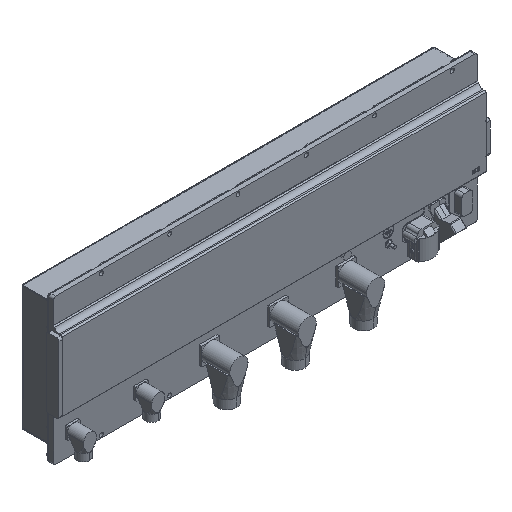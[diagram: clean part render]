
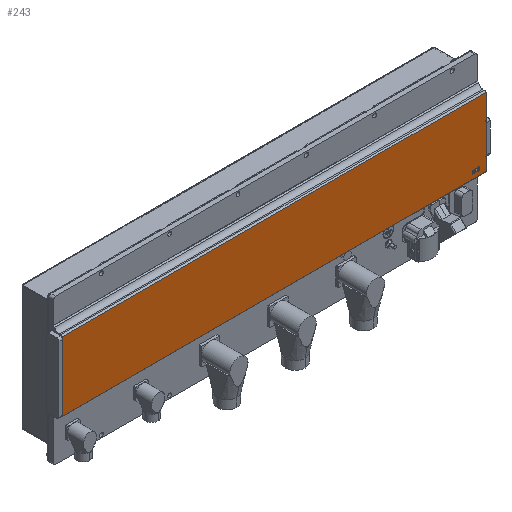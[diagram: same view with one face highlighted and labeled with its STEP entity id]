
A CAD part, isometric view. The second image highlights one B-rep face of the part: STEP entity #243.
In plain terms, the highlighted face is planar.
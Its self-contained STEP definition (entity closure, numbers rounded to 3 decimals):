
#243 = ADVANCED_FACE ( 'NONE', ( #28390 ), #3809, .T. ) ;
#367 = CARTESIAN_POINT ( 'NONE',  ( 930., 216.129, -1.1 ) ) ;
#390 = VECTOR ( 'NONE', #30813, 1000. ) ;
#1947 = CARTESIAN_POINT ( 'NONE',  ( 0., 64.871, -1.1 ) ) ;
#2352 = VECTOR ( 'NONE', #19448, 1000. ) ;
#3375 = ORIENTED_EDGE ( 'NONE', *, *, #7990, .T. ) ;
#3505 = VERTEX_POINT ( 'NONE', #24242 ) ;
#3809 = PLANE ( 'NONE',  #23692 ) ;
#4760 = LINE ( 'NONE', #5377, #31253 ) ;
#5377 = CARTESIAN_POINT ( 'NONE',  ( 930., 218., -1.1 ) ) ;
#5629 = CARTESIAN_POINT ( 'NONE',  ( 1100., 64.871, -1.1 ) ) ;
#6023 = VERTEX_POINT ( 'NONE', #28751 ) ;
#6188 = DIRECTION ( 'NONE',  ( 0., 0., 1. ) ) ;
#6985 = LINE ( 'NONE', #12143, #22075 ) ;
#7172 = DIRECTION ( 'NONE',  ( 0., 1., 0. ) ) ;
#7292 = DIRECTION ( 'NONE',  ( 0., -1., 0. ) ) ;
#7356 = VERTEX_POINT ( 'NONE', #28387 ) ;
#7542 = ORIENTED_EDGE ( 'NONE', *, *, #20822, .F. ) ;
#7879 = LINE ( 'NONE', #23207, #15229 ) ;
#7990 = EDGE_CURVE ( 'NONE', #21463, #7356, #8821, .T. ) ;
#8415 = EDGE_CURVE ( 'NONE', #6023, #21463, #23757, .T. ) ;
#8821 = LINE ( 'NONE', #18541, #27390 ) ;
#8913 = VERTEX_POINT ( 'NONE', #367 ) ;
#9351 = EDGE_CURVE ( 'NONE', #25865, #24266, #7879, .T. ) ;
#9721 = CARTESIAN_POINT ( 'NONE',  ( 930., 67.821, -1.1 ) ) ;
#10295 = ORIENTED_EDGE ( 'NONE', *, *, #23601, .T. ) ;
#10596 = ORIENTED_EDGE ( 'NONE', *, *, #8415, .T. ) ;
#12143 = CARTESIAN_POINT ( 'NONE',  ( 0., 218., -1.1 ) ) ;
#12635 = LINE ( 'NONE', #22339, #15090 ) ;
#12691 = ORIENTED_EDGE ( 'NONE', *, *, #27619, .F. ) ;
#13332 = DIRECTION ( 'NONE',  ( 0., 1., 0. ) ) ;
#14551 = VERTEX_POINT ( 'NONE', #1947 ) ;
#15090 = VECTOR ( 'NONE', #7172, 1000. ) ;
#15229 = VECTOR ( 'NONE', #13332, 1000. ) ;
#15785 = EDGE_CURVE ( 'NONE', #24266, #8913, #4760, .T. ) ;
#16138 = CARTESIAN_POINT ( 'NONE',  ( 0., 186.679, -1.1 ) ) ;
#16930 = LINE ( 'NONE', #24402, #2352 ) ;
#18541 = CARTESIAN_POINT ( 'NONE',  ( 0., 118.5, -1.1 ) ) ;
#19187 = ORIENTED_EDGE ( 'NONE', *, *, #27707, .T. ) ;
#19448 = DIRECTION ( 'NONE',  ( 1., 0., 0. ) ) ;
#19921 = VECTOR ( 'NONE', #29770, 1000. ) ;
#19992 = LINE ( 'NONE', #5629, #19921 ) ;
#20481 = ORIENTED_EDGE ( 'NONE', *, *, #9351, .T. ) ;
#20822 = EDGE_CURVE ( 'NONE', #3505, #14551, #19992, .T. ) ;
#21463 = VERTEX_POINT ( 'NONE', #16138 ) ;
#22075 = VECTOR ( 'NONE', #7292, 1000. ) ;
#22339 = CARTESIAN_POINT ( 'NONE',  ( 930., 218., -1.1 ) ) ;
#23207 = CARTESIAN_POINT ( 'NONE',  ( 930., 218., -1.1 ) ) ;
#23601 = EDGE_CURVE ( 'NONE', #7356, #14551, #6985, .T. ) ;
#23692 = AXIS2_PLACEMENT_3D ( 'NONE', #25664, #6188, #30317 ) ;
#23757 = LINE ( 'NONE', #26148, #390 ) ;
#24242 = CARTESIAN_POINT ( 'NONE',  ( 930., 64.871, -1.1 ) ) ;
#24266 = VERTEX_POINT ( 'NONE', #28494 ) ;
#24402 = CARTESIAN_POINT ( 'NONE',  ( 1100., 216.129, -1.1 ) ) ;
#25664 = CARTESIAN_POINT ( 'NONE',  ( 0., 0., -1.1 ) ) ;
#25865 = VERTEX_POINT ( 'NONE', #9721 ) ;
#26148 = CARTESIAN_POINT ( 'NONE',  ( 0., 218., -1.1 ) ) ;
#27390 = VECTOR ( 'NONE', #27666, 1000. ) ;
#27619 = EDGE_CURVE ( 'NONE', #6023, #8913, #16930, .T. ) ;
#27666 = DIRECTION ( 'NONE',  ( 0., -1., 0. ) ) ;
#27707 = EDGE_CURVE ( 'NONE', #3505, #25865, #12635, .T. ) ;
#27779 = ORIENTED_EDGE ( 'NONE', *, *, #15785, .T. ) ;
#28387 = CARTESIAN_POINT ( 'NONE',  ( 0., 121.321, -1.1 ) ) ;
#28390 = FACE_OUTER_BOUND ( 'NONE', #29884, .T. ) ;
#28494 = CARTESIAN_POINT ( 'NONE',  ( 930., 215.179, -1.1 ) ) ;
#28751 = CARTESIAN_POINT ( 'NONE',  ( 0., 216.129, -1.1 ) ) ;
#29666 = DIRECTION ( 'NONE',  ( 0., 1., 0. ) ) ;
#29770 = DIRECTION ( 'NONE',  ( -1., 0., 0. ) ) ;
#29884 = EDGE_LOOP ( 'NONE', ( #19187, #20481, #27779, #12691, #10596, #3375, #10295, #7542 ) ) ;
#30317 = DIRECTION ( 'NONE',  ( 0., 1., 0. ) ) ;
#30813 = DIRECTION ( 'NONE',  ( 0., -1., 0. ) ) ;
#31253 = VECTOR ( 'NONE', #29666, 1000. ) ;
